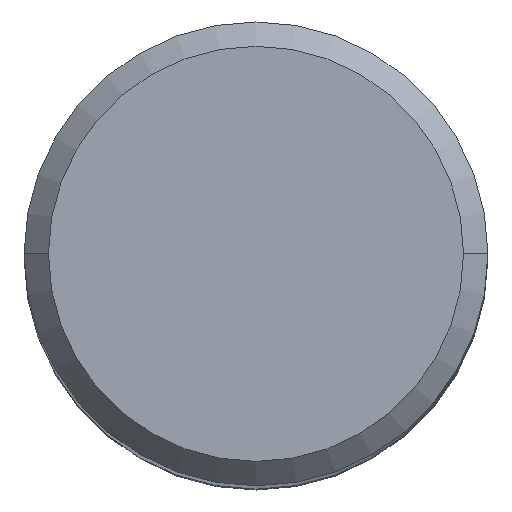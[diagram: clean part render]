
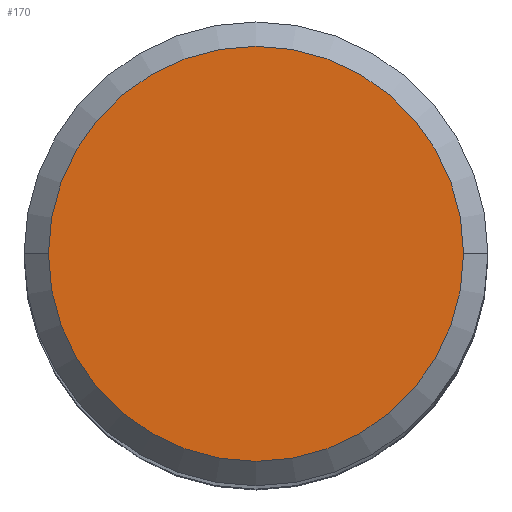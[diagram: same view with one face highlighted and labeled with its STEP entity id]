
A CAD part, top view. The second image highlights one B-rep face of the part: STEP entity #170.
In plain terms, the highlighted planar face has unit normal (0, 0, 1).
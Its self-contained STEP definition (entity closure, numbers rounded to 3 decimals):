
#44=PLANE('',#1299);
#170=ADVANCED_FACE('',(#252),#44,.F.);
#252=FACE_OUTER_BOUND('',#324,.T.);
#324=EDGE_LOOP('',(#520,#521));
#520=ORIENTED_EDGE('',*,*,#784,.T.);
#521=ORIENTED_EDGE('',*,*,#785,.T.);
#672=VERTEX_POINT('',#2752);
#673=VERTEX_POINT('',#2753);
#784=EDGE_CURVE('',#672,#673,#956,.T.);
#785=EDGE_CURVE('',#673,#672,#957,.T.);
#956=CIRCLE('',#1297,8.525);
#957=CIRCLE('',#1298,8.525);
#1297=AXIS2_PLACEMENT_3D('',#2751,#1561,#1562);
#1298=AXIS2_PLACEMENT_3D('',#2754,#1563,#1564);
#1299=AXIS2_PLACEMENT_3D('',#2755,#1565,#1566);
#1561=DIRECTION('',(0.,0.,1.));
#1562=DIRECTION('',(-1.,0.,0.));
#1563=DIRECTION('',(0.,0.,1.));
#1564=DIRECTION('',(1.,0.,0.));
#1565=DIRECTION('',(0.,0.,-1.));
#1566=DIRECTION('',(1.,0.,0.));
#2751=CARTESIAN_POINT('',(0.,0.,0.));
#2752=CARTESIAN_POINT('',(-8.525,0.,0.));
#2753=CARTESIAN_POINT('',(8.525,0.,0.));
#2754=CARTESIAN_POINT('',(0.,0.,0.));
#2755=CARTESIAN_POINT('',(0.,0.,0.));
